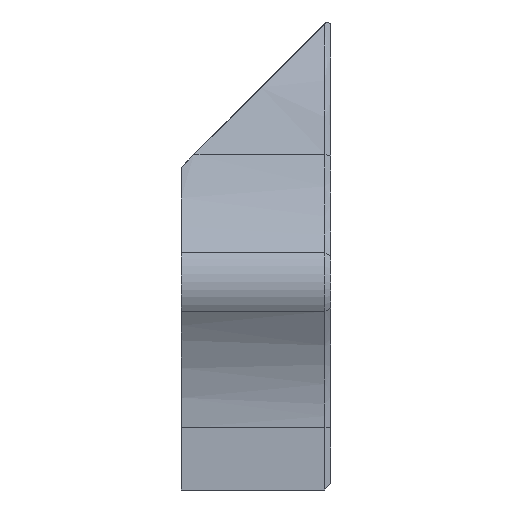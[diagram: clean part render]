
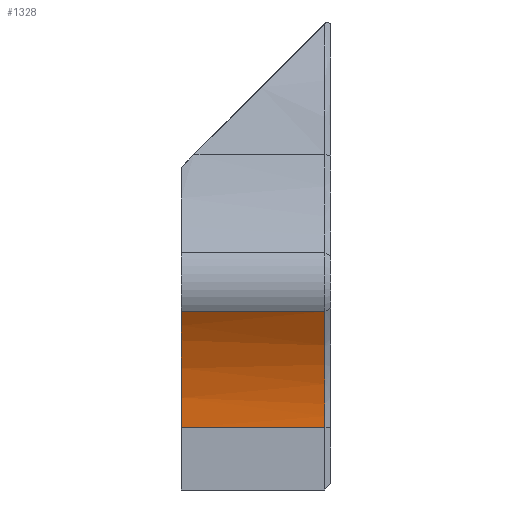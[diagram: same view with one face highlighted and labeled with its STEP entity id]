
A CAD part, left-side view. The second image highlights one B-rep face of the part: STEP entity #1328.
In plain terms, the highlighted free-form (B-spline) face has degree [3, 1] with [6, 2] control points.
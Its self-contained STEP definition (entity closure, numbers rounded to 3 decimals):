
#63=B_SPLINE_CURVE_WITH_KNOTS('',3,(#2313,#2314,#2315,#2316,#2317,#2318),
 .UNSPECIFIED.,.F.,.F.,(4,2,4),(-0.716,-0.376,0.),
 .UNSPECIFIED.);
#69=B_SPLINE_CURVE_WITH_KNOTS('',3,(#2492,#2493,#2494,#2495,#2496,#2497),
 .UNSPECIFIED.,.F.,.F.,(4,2,4),(-0.833,-0.484,0.),
 .UNSPECIFIED.);
#91=B_SPLINE_SURFACE_WITH_KNOTS('',3,1,((#2478,#2479),(#2480,#2481),(#2482,
#2483),(#2484,#2485),(#2486,#2487),(#2488,#2489)),.UNSPECIFIED.,.F.,.F.,
 .F.,(4,2,4),(2,2),(-0.833,-0.484,0.),(0.,1.2),
 .UNSPECIFIED.);
#221=FACE_OUTER_BOUND('',#301,.T.);
#301=EDGE_LOOP('',(#1069,#1070,#1071,#1072));
#419=LINE('',#2476,#519);
#421=LINE('',#2491,#521);
#519=VECTOR('',#1724,10.);
#521=VECTOR('',#1726,10.);
#619=VERTEX_POINT('',#2285);
#621=VERTEX_POINT('',#2306);
#635=VERTEX_POINT('',#2475);
#636=VERTEX_POINT('',#2490);
#779=EDGE_CURVE('',#619,#621,#63,.T.);
#802=EDGE_CURVE('',#621,#635,#419,.T.);
#804=EDGE_CURVE('',#619,#636,#421,.T.);
#805=EDGE_CURVE('',#635,#636,#69,.T.);
#1069=ORIENTED_EDGE('',*,*,#779,.F.);
#1070=ORIENTED_EDGE('',*,*,#804,.T.);
#1071=ORIENTED_EDGE('',*,*,#805,.F.);
#1072=ORIENTED_EDGE('',*,*,#802,.F.);
#1328=ADVANCED_FACE('',(#221),#91,.T.);
#1724=DIRECTION('',(0.,1.,0.));
#1726=DIRECTION('',(0.,1.,0.));
#2285=CARTESIAN_POINT('',(-24.382,0.4,-4.581));
#2306=CARTESIAN_POINT('',(-21.784,0.4,-12.364));
#2313=CARTESIAN_POINT('Ctrl Pts',(-24.382,0.4,-4.581));
#2314=CARTESIAN_POINT('Ctrl Pts',(-23.586,0.4,-5.719));
#2315=CARTESIAN_POINT('Ctrl Pts',(-22.935,0.396,-6.962));
#2316=CARTESIAN_POINT('Ctrl Pts',(-21.986,0.396,-9.729));
#2317=CARTESIAN_POINT('Ctrl Pts',(-21.784,0.4,-11.111));
#2318=CARTESIAN_POINT('Ctrl Pts',(-21.784,0.4,-12.364));
#2475=CARTESIAN_POINT('',(-21.784,10.,-12.364));
#2476=CARTESIAN_POINT('',(-21.784,0.,-12.364));
#2478=CARTESIAN_POINT('Ctrl Pts',(-21.784,0.,
-12.364));
#2479=CARTESIAN_POINT('Ctrl Pts',(-21.784,12.,-12.364));
#2480=CARTESIAN_POINT('Ctrl Pts',(-21.784,0.,
-11.199));
#2481=CARTESIAN_POINT('Ctrl Pts',(-21.784,12.,-11.199));
#2482=CARTESIAN_POINT('Ctrl Pts',(-21.96,0.,
-10.035));
#2483=CARTESIAN_POINT('Ctrl Pts',(-21.96,12.,-10.035));
#2484=CARTESIAN_POINT('Ctrl Pts',(-22.729,0.,
-7.366));
#2485=CARTESIAN_POINT('Ctrl Pts',(-22.729,12.,-7.366));
#2486=CARTESIAN_POINT('Ctrl Pts',(-23.457,0.,
-5.902));
#2487=CARTESIAN_POINT('Ctrl Pts',(-23.457,12.,-5.902));
#2488=CARTESIAN_POINT('Ctrl Pts',(-24.382,0.,
-4.581));
#2489=CARTESIAN_POINT('Ctrl Pts',(-24.382,12.,-4.581));
#2490=CARTESIAN_POINT('',(-24.382,10.,-4.581));
#2491=CARTESIAN_POINT('',(-24.382,0.,-4.581));
#2492=CARTESIAN_POINT('Ctrl Pts',(-21.784,10.,-12.364));
#2493=CARTESIAN_POINT('Ctrl Pts',(-21.784,10.,-11.199));
#2494=CARTESIAN_POINT('Ctrl Pts',(-21.96,10.,-10.035));
#2495=CARTESIAN_POINT('Ctrl Pts',(-22.729,10.,-7.366));
#2496=CARTESIAN_POINT('Ctrl Pts',(-23.457,10.,-5.902));
#2497=CARTESIAN_POINT('Ctrl Pts',(-24.382,10.,-4.581));
